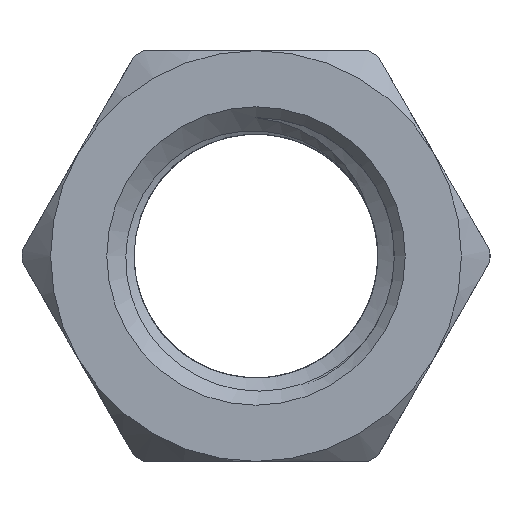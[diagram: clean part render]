
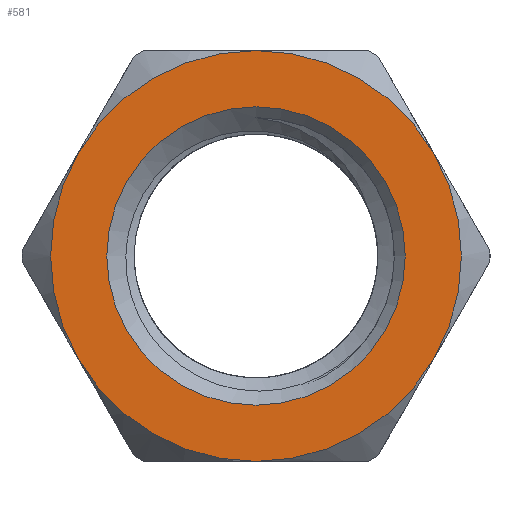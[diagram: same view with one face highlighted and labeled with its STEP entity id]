
A CAD part, left-side view. The second image highlights one B-rep face of the part: STEP entity #581.
In plain terms, the highlighted planar face has unit normal (-1, 0, 0).
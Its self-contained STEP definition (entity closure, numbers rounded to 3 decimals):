
#71=PLANE('',#656);
#89=FACE_BOUND('',#183,.T.);
#142=FACE_OUTER_BOUND('',#182,.T.);
#182=EDGE_LOOP('',(#518,#519,#520,#521,#522,#523));
#183=EDGE_LOOP('',(#524));
#191=CIRCLE('',#598,6.889);
#197=CIRCLE('',#616,9.485);
#199=CIRCLE('',#619,9.485);
#200=CIRCLE('',#621,9.485);
#203=CIRCLE('',#625,9.485);
#204=CIRCLE('',#627,9.485);
#219=CIRCLE('',#654,9.485);
#229=VERTEX_POINT('',#914);
#241=VERTEX_POINT('',#5016);
#244=VERTEX_POINT('',#5030);
#250=VERTEX_POINT('',#5051);
#256=VERTEX_POINT('',#5072);
#262=VERTEX_POINT('',#5093);
#268=VERTEX_POINT('',#5114);
#283=EDGE_CURVE('',#229,#229,#191,.T.);
#337=EDGE_CURVE('',#268,#256,#197,.T.);
#339=EDGE_CURVE('',#256,#250,#199,.T.);
#340=EDGE_CURVE('',#241,#262,#200,.T.);
#343=EDGE_CURVE('',#262,#244,#203,.T.);
#344=EDGE_CURVE('',#244,#268,#204,.T.);
#359=EDGE_CURVE('',#250,#241,#219,.T.);
#518=ORIENTED_EDGE('',*,*,#359,.F.);
#519=ORIENTED_EDGE('',*,*,#339,.F.);
#520=ORIENTED_EDGE('',*,*,#337,.F.);
#521=ORIENTED_EDGE('',*,*,#344,.F.);
#522=ORIENTED_EDGE('',*,*,#343,.F.);
#523=ORIENTED_EDGE('',*,*,#340,.F.);
#524=ORIENTED_EDGE('',*,*,#283,.T.);
#581=ADVANCED_FACE('',(#142,#89),#71,.T.);
#598=AXIS2_PLACEMENT_3D('',#915,#674,#675);
#616=AXIS2_PLACEMENT_3D('',#5136,#722,#723);
#619=AXIS2_PLACEMENT_3D('',#5139,#728,#729);
#621=AXIS2_PLACEMENT_3D('',#5141,#732,#733);
#625=AXIS2_PLACEMENT_3D('',#5145,#740,#741);
#627=AXIS2_PLACEMENT_3D('',#5147,#744,#745);
#654=AXIS2_PLACEMENT_3D('',#5174,#798,#799);
#656=AXIS2_PLACEMENT_3D('',#5176,#802,#803);
#674=DIRECTION('center_axis',(1.,0.,0.));
#675=DIRECTION('ref_axis',(0.,1.,0.));
#722=DIRECTION('center_axis',(1.,0.,0.));
#723=DIRECTION('ref_axis',(0.,-1.,0.));
#728=DIRECTION('center_axis',(1.,0.,0.));
#729=DIRECTION('ref_axis',(0.,-1.,0.));
#732=DIRECTION('center_axis',(1.,0.,0.));
#733=DIRECTION('ref_axis',(0.,-1.,0.));
#740=DIRECTION('center_axis',(1.,0.,0.));
#741=DIRECTION('ref_axis',(0.,-1.,0.));
#744=DIRECTION('center_axis',(1.,0.,0.));
#745=DIRECTION('ref_axis',(0.,-1.,0.));
#798=DIRECTION('center_axis',(1.,0.,0.));
#799=DIRECTION('ref_axis',(0.,-1.,0.));
#802=DIRECTION('center_axis',(-1.,0.,0.));
#803=DIRECTION('ref_axis',(0.,0.,1.));
#914=CARTESIAN_POINT('',(-38.11,6.889,0.));
#915=CARTESIAN_POINT('Origin',(-38.11,0.,0.));
#5016=CARTESIAN_POINT('',(-38.11,8.214,4.743));
#5030=CARTESIAN_POINT('',(-38.11,-8.214,4.743));
#5051=CARTESIAN_POINT('',(-38.11,8.214,-4.743));
#5072=CARTESIAN_POINT('',(-38.11,0.,-9.485));
#5093=CARTESIAN_POINT('',(-38.11,0.,9.485));
#5114=CARTESIAN_POINT('',(-38.11,-8.214,-4.743));
#5136=CARTESIAN_POINT('Origin',(-38.11,0.,0.));
#5139=CARTESIAN_POINT('Origin',(-38.11,0.,0.));
#5141=CARTESIAN_POINT('Origin',(-38.11,0.,0.));
#5145=CARTESIAN_POINT('Origin',(-38.11,0.,0.));
#5147=CARTESIAN_POINT('Origin',(-38.11,0.,0.));
#5174=CARTESIAN_POINT('Origin',(-38.11,0.,0.));
#5176=CARTESIAN_POINT('Origin',(-38.11,6.389,0.));
